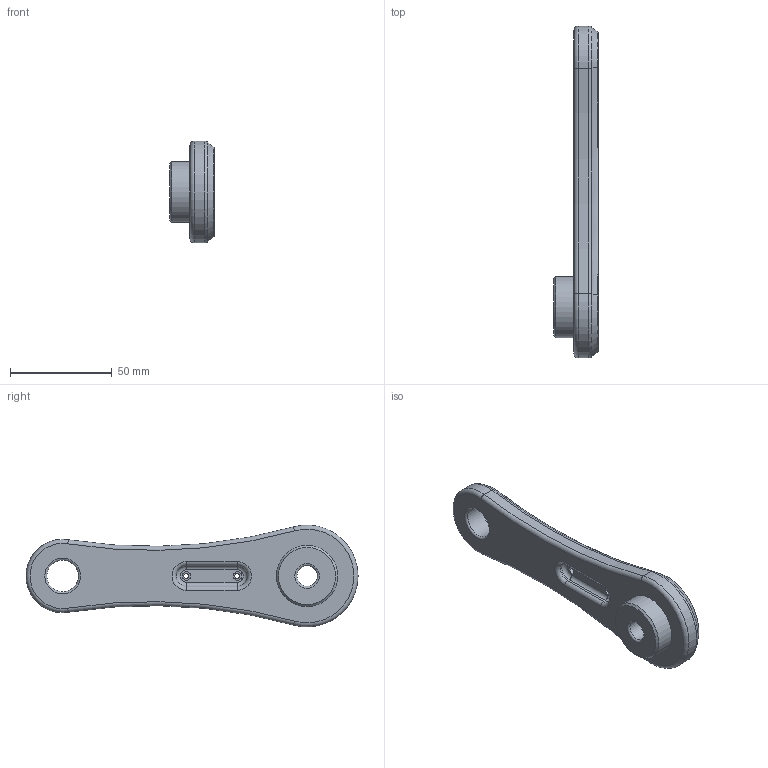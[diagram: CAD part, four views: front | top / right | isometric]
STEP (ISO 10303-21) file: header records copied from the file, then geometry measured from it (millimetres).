
FILE_DESCRIPTION(/* description */ (''),/* implementation_level */ '2;1');
FILE_NAME(/* name */ 'Robot - J2 (LEFT).stp',/* time_stamp */ '2020-05-04T15:55:04-04:00',/* author */ ('seb66'),/* organization */ (''),/* preprocessor_version */ 'ST-DEVELOPER v18.1',/* originating_system */ 'Autodesk Inventor 2021',/* authorisation */ '');
FILE_SCHEMA (('AUTOMOTIVE_DESIGN { 1 0 10303 214 3 1 1 }'));
Length unit declared in the file: millimetre
Products named in the file (1): Robot - J2 (LEFT)
Bounding box: 22 x 163 x 49.9 mm (x, y, z)
Volume: 66552 mm3; surface area: 16661.2 mm2
Topology: 1 solids, 1 shells, 68 faces, 163 edges, 101 vertices
Faces by surface type: torus 28, plane 20, cylinder 15, bspline 4, cone 1
Full cylindrical faces by diameter (mm): 2.5 x2, 10 x1, 15.5 x1, 30 x1
Entity records: 2216 total; most frequent: CARTESIAN_POINT 461, DIRECTION 382, ORIENTED_EDGE 326, EDGE_CURVE 163, AXIS2_PLACEMENT_3D 162, VERTEX_POINT 101, CIRCLE 97, EDGE_LOOP 80
